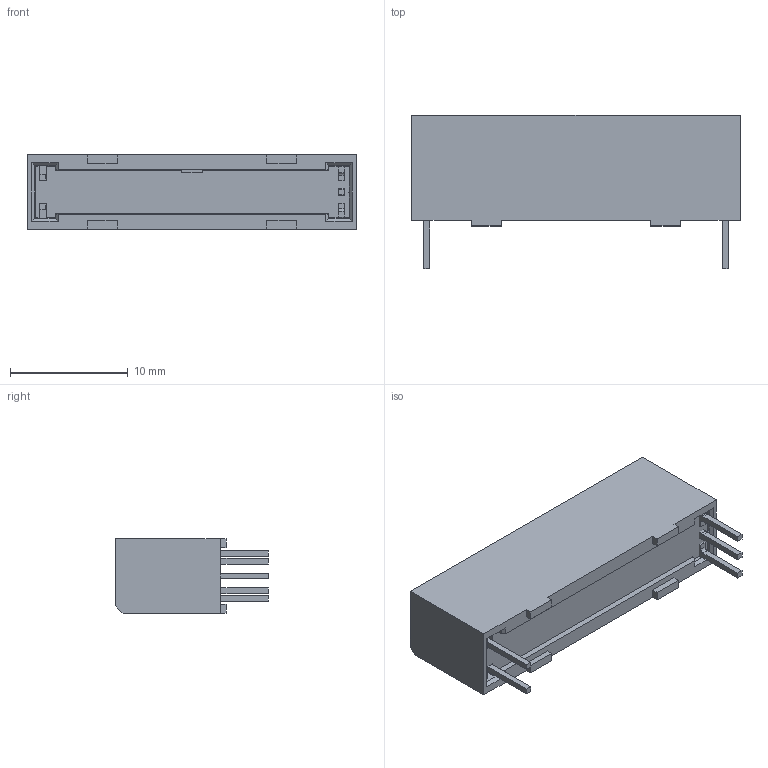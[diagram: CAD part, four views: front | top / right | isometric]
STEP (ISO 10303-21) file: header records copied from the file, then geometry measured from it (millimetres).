
FILE_DESCRIPTION (( 'STEP AP214' ), '1' );
FILE_NAME ('OPI1268S1.STEP', '2020-06-01T16:20:53', ( '' ), ( '' ), 'SwSTEP 2.0', 'SolidWorks 2018', '' );
FILE_SCHEMA (( 'AUTOMOTIVE_DESIGN' ));
Length unit declared in the file: millimetre
Products named in the file (1): OPI1268S1
Bounding box: 27.94 x 13 x 6.35 mm (x, y, z)
Volume: 1015.6 mm3; surface area: 2011.5 mm2
Topology: 4 solids, 4 shells, 245 faces, 684 edges, 452 vertices
Faces by surface type: plane 225, cylinder 18, sphere 2
Entity records: 7816 total; most frequent: CARTESIAN_POINT 1379, ORIENTED_EDGE 1356, DIRECTION 1206, EDGE_CURVE 678, LINE 638, VECTOR 638, VERTEX_POINT 449, AXIS2_PLACEMENT_3D 284
